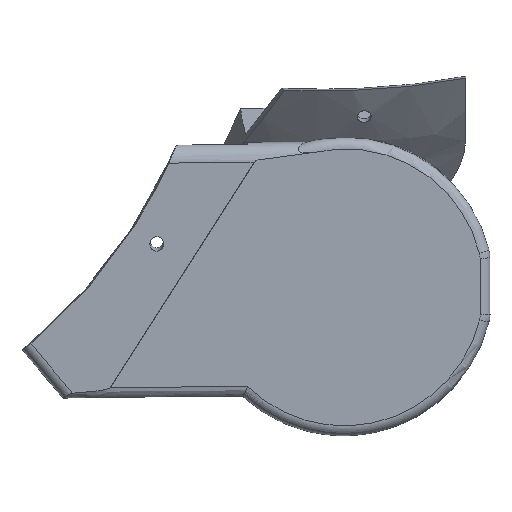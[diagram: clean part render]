
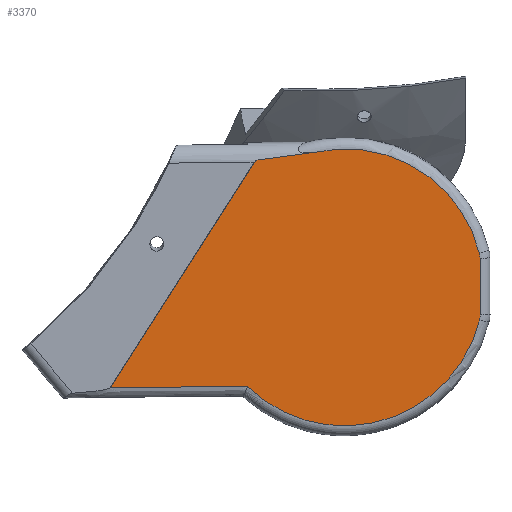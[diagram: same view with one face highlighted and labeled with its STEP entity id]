
A CAD part, front view. The second image highlights one B-rep face of the part: STEP entity #3370.
In plain terms, the highlighted planar face has unit normal (0.07, -0.995, -0.07).
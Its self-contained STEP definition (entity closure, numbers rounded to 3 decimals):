
#97=CIRCLE('',#3601,26.);
#98=CIRCLE('',#3602,4.);
#99=CIRCLE('',#3603,4.);
#100=CIRCLE('',#3604,26.);
#324=PLANE('',#3600);
#391=FACE_OUTER_BOUND('',#603,.T.);
#603=EDGE_LOOP('',(#2236,#2237,#2238,#2239,#2240,#2241,#2242,#2243));
#830=LINE('',#5232,#1073);
#831=LINE('',#5243,#1074);
#1073=VECTOR('',#4057,10.);
#1074=VECTOR('',#4062,10.);
#1314=ELLIPSE('',#3597,83.614,3.5);
#1329=B_SPLINE_CURVE_WITH_KNOTS('',3,(#5234,#5235,#5236,#5237),
 .UNSPECIFIED.,.F.,.F.,(4,4),(1.126,3.701),
 .UNSPECIFIED.);
#1372=VERTEX_POINT('',#5181);
#1374=VERTEX_POINT('',#5187);
#1380=VERTEX_POINT('',#5231);
#1381=VERTEX_POINT('',#5233);
#1382=VERTEX_POINT('',#5238);
#1383=VERTEX_POINT('',#5240);
#1384=VERTEX_POINT('',#5242);
#1385=VERTEX_POINT('',#5244);
#1700=EDGE_CURVE('',#1374,#1372,#1314,.T.);
#1707=EDGE_CURVE('',#1380,#1372,#830,.T.);
#1708=EDGE_CURVE('',#1380,#1381,#1329,.T.);
#1709=EDGE_CURVE('',#1382,#1381,#97,.T.);
#1710=EDGE_CURVE('',#1383,#1382,#98,.T.);
#1711=EDGE_CURVE('',#1384,#1383,#831,.T.);
#1712=EDGE_CURVE('',#1385,#1384,#99,.T.);
#1713=EDGE_CURVE('',#1374,#1385,#100,.T.);
#2236=ORIENTED_EDGE('',*,*,#1707,.F.);
#2237=ORIENTED_EDGE('',*,*,#1708,.T.);
#2238=ORIENTED_EDGE('',*,*,#1709,.F.);
#2239=ORIENTED_EDGE('',*,*,#1710,.F.);
#2240=ORIENTED_EDGE('',*,*,#1711,.F.);
#2241=ORIENTED_EDGE('',*,*,#1712,.F.);
#2242=ORIENTED_EDGE('',*,*,#1713,.F.);
#2243=ORIENTED_EDGE('',*,*,#1700,.T.);
#3370=ADVANCED_FACE('',(#391),#324,.F.);
#3597=AXIS2_PLACEMENT_3D('',#5188,#4047,#4048);
#3600=AXIS2_PLACEMENT_3D('',#5230,#4055,#4056);
#3601=AXIS2_PLACEMENT_3D('',#5239,#4058,#4059);
#3602=AXIS2_PLACEMENT_3D('',#5241,#4060,#4061);
#3603=AXIS2_PLACEMENT_3D('',#5245,#4063,#4064);
#3604=AXIS2_PLACEMENT_3D('',#5246,#4065,#4066);
#4047=DIRECTION('center_axis',(0.07,-0.995,-0.07));
#4048=DIRECTION('ref_axis',(-0.998,-0.069,-0.015));
#4055=DIRECTION('center_axis',(-0.07,0.995,0.07));
#4056=DIRECTION('ref_axis',(0.998,0.069,0.006));
#4057=DIRECTION('',(0.538,-0.021,0.843));
#4058=DIRECTION('center_axis',(-0.07,0.995,0.07));
#4059=DIRECTION('ref_axis',(0.237,0.084,-0.968));
#4060=DIRECTION('center_axis',(-0.07,0.995,0.07));
#4061=DIRECTION('ref_axis',(0.99,0.077,-0.115));
#4062=DIRECTION('',(0.001,0.07,-0.998));
#4063=DIRECTION('center_axis',(-0.07,0.995,0.07));
#4064=DIRECTION('ref_axis',(0.99,0.06,0.127));
#4065=DIRECTION('center_axis',(-0.07,0.995,0.07));
#4066=DIRECTION('ref_axis',(0.385,-0.037,0.922));
#5181=CARTESIAN_POINT('',(-39.518,-0.873,64.196));
#5187=CARTESIAN_POINT('',(-28.154,-0.197,65.918));
#5188=CARTESIAN_POINT('Origin',(43.713,4.887,65.254));
#5230=CARTESIAN_POINT('Origin',(-22.676,1.957,40.593));
#5231=CARTESIAN_POINT('',(-66.594,0.192,21.806));
#5232=CARTESIAN_POINT('',(-51.335,-0.408,45.696));
#5233=CARTESIAN_POINT('',(-40.907,1.975,22.055));
#5234=CARTESIAN_POINT('Ctrl Pts',(-66.594,0.192,21.806));
#5235=CARTESIAN_POINT('Ctrl Pts',(-58.032,0.786,21.889));
#5236=CARTESIAN_POINT('Ctrl Pts',(-49.469,1.38,21.972));
#5237=CARTESIAN_POINT('Ctrl Pts',(-40.907,1.975,22.055));
#5238=CARTESIAN_POINT('',(2.501,4.148,34.486));
#5239=CARTESIAN_POINT('Origin',(-22.676,1.957,40.593));
#5240=CARTESIAN_POINT('',(2.618,4.089,35.45));
#5241=CARTESIAN_POINT('Origin',(-1.372,3.811,35.425));
#5242=CARTESIAN_POINT('',(2.605,3.348,46.044));
#5243=CARTESIAN_POINT('',(2.615,3.928,37.754));
#5244=CARTESIAN_POINT('',(2.486,3.272,47.006));
#5245=CARTESIAN_POINT('Origin',(-1.385,3.07,46.019));
#5246=CARTESIAN_POINT('Origin',(-22.676,1.957,40.593));
